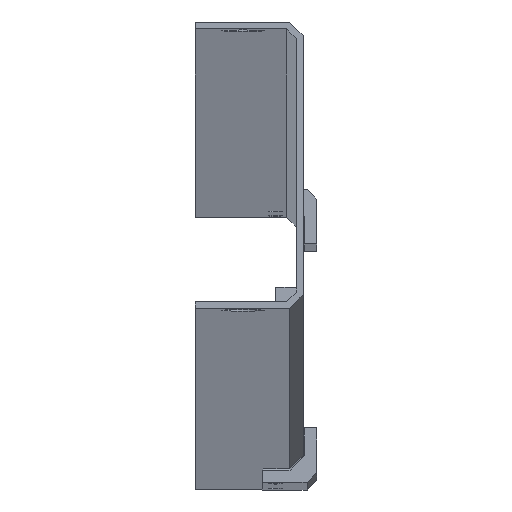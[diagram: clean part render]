
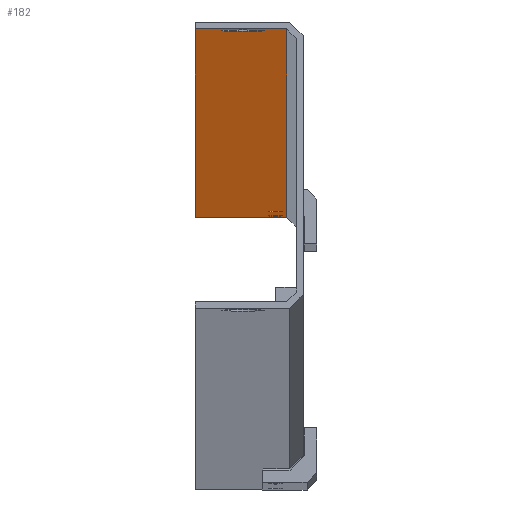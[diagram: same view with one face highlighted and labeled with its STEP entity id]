
A CAD part, front view. The second image highlights one B-rep face of the part: STEP entity #182.
In plain terms, the highlighted planar face has unit normal (0, -0.035, -0.999).
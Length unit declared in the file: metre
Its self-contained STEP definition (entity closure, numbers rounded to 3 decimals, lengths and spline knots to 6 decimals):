
#182 = ADVANCED_FACE( '', ( #418, #419, #420, #421 ), #422, .F. );
#418 = FACE_BOUND( '', #704, .T. );
#419 = FACE_BOUND( '', #705, .T. );
#420 = FACE_OUTER_BOUND( '', #706, .T. );
#421 = FACE_BOUND( '', #707, .T. );
#422 = PLANE( '', #708 );
#704 = EDGE_LOOP( '', ( #1191 ) );
#705 = EDGE_LOOP( '', ( #1192 ) );
#706 = EDGE_LOOP( '', ( #1193, #1194, #1195, #1196 ) );
#707 = EDGE_LOOP( '', ( #1197 ) );
#708 = AXIS2_PLACEMENT_3D( '', #1198, #1199, #1200 );
#1191 = ORIENTED_EDGE( '', *, *, #1664, .F. );
#1192 = ORIENTED_EDGE( '', *, *, #1591, .F. );
#1193 = ORIENTED_EDGE( '', *, *, #1678, .T. );
#1194 = ORIENTED_EDGE( '', *, *, #1750, .T. );
#1195 = ORIENTED_EDGE( '', *, *, #1655, .T. );
#1196 = ORIENTED_EDGE( '', *, *, #1751, .F. );
#1197 = ORIENTED_EDGE( '', *, *, #1703, .F. );
#1198 = CARTESIAN_POINT( '', ( 0., 3.262161, 1.807142 ) );
#1199 = DIRECTION( '', ( 0., 0.035, 0.999 ) );
#1200 = DIRECTION( '', ( 0., -0.999, 0.035 ) );
#1591 = EDGE_CURVE( '', #1892, #1892, #1893, .F. );
#1655 = EDGE_CURVE( '', #1999, #2000, #2001, .T. );
#1664 = EDGE_CURVE( '', #2015, #2015, #2016, .F. );
#1678 = EDGE_CURVE( '', #2038, #2036, #2039, .T. );
#1703 = EDGE_CURVE( '', #2079, #2079, #2080, .F. );
#1750 = EDGE_CURVE( '', #2036, #1999, #2148, .T. );
#1751 = EDGE_CURVE( '', #2038, #2000, #2149, .T. );
#1892 = VERTEX_POINT( '', #2323 );
#1893 = CIRCLE( '', #2324, 0.00635 );
#1999 = VERTEX_POINT( '', #2473 );
#2000 = VERTEX_POINT( '', #2474 );
#2001 = LINE( '', #2475, #2476 );
#2015 = VERTEX_POINT( '', #2496 );
#2016 = CIRCLE( '', #2497, 0.00635 );
#2036 = VERTEX_POINT( '', #2525 );
#2038 = VERTEX_POINT( '', #2528 );
#2039 = LINE( '', #2529, #2530 );
#2079 = VERTEX_POINT( '', #2588 );
#2080 = CIRCLE( '', #2589, 0.02 );
#2148 = LINE( '', #2684, #2685 );
#2149 = LINE( '', #2686, #2687 );
#2323 = CARTESIAN_POINT( '', ( 0.074609, 2.481086, 1.834572 ) );
#2324 = AXIS2_PLACEMENT_3D( '', #2878, #2879, #2880 );
#2473 = CARTESIAN_POINT( '', ( 0., 2.531854, 1.83279 ) );
#2474 = CARTESIAN_POINT( '', ( 0.085018, 2.531854, 1.83279 ) );
#2475 = CARTESIAN_POINT( '', ( 0., 2.531854, 1.83279 ) );
#2476 = VECTOR( '', #2948, 1. );
#2496 = CARTESIAN_POINT( '', ( 0.074609, 2.366856, 1.838584 ) );
#2497 = AXIS2_PLACEMENT_3D( '', #2958, #2959, #2960 );
#2525 = CARTESIAN_POINT( '', ( 0., -2.468408, 2.008393 ) );
#2528 = CARTESIAN_POINT( '', ( 0.085018, -2.468408, 2.008393 ) );
#2529 = CARTESIAN_POINT( '', ( -0.00635, -2.468408, 2.008393 ) );
#2530 = VECTOR( '', #2973, 1. );
#2588 = CARTESIAN_POINT( '', ( 0.04445, -2.437627, 2.007312 ) );
#2589 = AXIS2_PLACEMENT_3D( '', #2998, #2999, #3000 );
#2684 = CARTESIAN_POINT( '', ( 0., 3.262161, 1.807142 ) );
#2685 = VECTOR( '', #3040, 1. );
#2686 = CARTESIAN_POINT( '', ( 0.085018, 3.262161, 1.807142 ) );
#2687 = VECTOR( '', #3041, 1. );
#2878 = CARTESIAN_POINT( '', ( 0.074609, 2.487432, 1.83435 ) );
#2879 = DIRECTION( '', ( 0., 0.035, 0.999 ) );
#2880 = DIRECTION( '', ( 0., -0.999, 0.035 ) );
#2948 = DIRECTION( '', ( 1., 0., 0. ) );
#2958 = CARTESIAN_POINT( '', ( 0.074609, 2.373202, 1.838361 ) );
#2959 = DIRECTION( '', ( 0., 0.035, 0.999 ) );
#2960 = DIRECTION( '', ( 0., -0.999, 0.035 ) );
#2973 = DIRECTION( '', ( -1., 0., 0. ) );
#2998 = CARTESIAN_POINT( '', ( 0.04445, -2.41764, 2.00661 ) );
#2999 = DIRECTION( '', ( 0., 0.035, 0.999 ) );
#3000 = DIRECTION( '', ( 0., -0.999, 0.035 ) );
#3040 = DIRECTION( '', ( 0., 0.999, -0.035 ) );
#3041 = DIRECTION( '', ( 0., 0.999, -0.035 ) );
